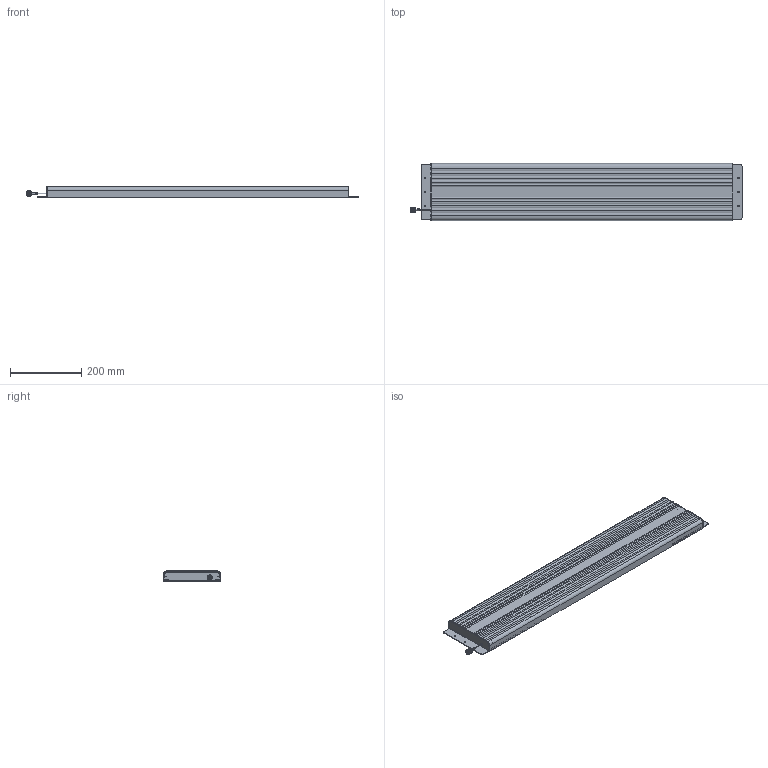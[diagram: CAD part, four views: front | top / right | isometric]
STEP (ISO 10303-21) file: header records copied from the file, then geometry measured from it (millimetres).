
FILE_DESCRIPTION (( 'STEP AP203' ), '1' );
FILE_NAME ('FMANFP1029_3D.STEP', '2022-11-21T16:20:01', ( '' ), ( '' ), 'SwSTEP 2.0', 'SolidWorks 2022', '' );
FILE_SCHEMA (( 'CONFIG_CONTROL_DESIGN' ));
Products named in the file (3): FMANFP1029_3D; LCANFP1029_MA1; PE4668
Assembly tree (2 placements, depth 2):
  FMANFP1029_3D
    LCANFP1029_MA1
    PE4668
Bounding box: 931.51 x 160 x 30.95 mm (x, y, z)
Volume: 865873 mm3; surface area: 905792.4 mm2
Topology: 80 solids, 80 shells, 4561 faces, 10076 edges, 5652 vertices
Faces by surface type: bspline 2067, cylinder 1245, plane 895, sphere 140, cone 130, torus 84
Entity records: 156879 total; most frequent: CARTESIAN_POINT 78520, ORIENTED_EDGE 19928, DIRECTION 11552, EDGE_CURVE 9964, VERTEX_POINT 5652, EDGE_LOOP 4804, ADVANCED_FACE 4561, FACE_OUTER_BOUND 4561
